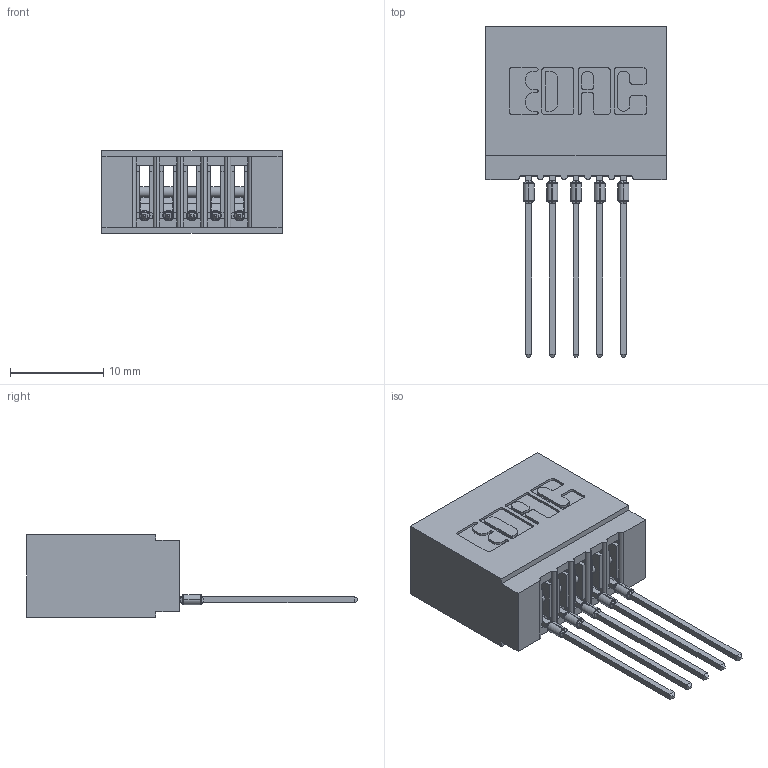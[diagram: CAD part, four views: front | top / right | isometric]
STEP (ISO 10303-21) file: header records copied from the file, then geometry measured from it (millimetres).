
FILE_DESCRIPTION (( 'STEP AP203' ), '1' );
FILE_NAME ('745-005-541-101.STEP', '2020-09-11T13:25:37', ( '' ), ( '' ), 'SwSTEP 2.0', 'SolidWorks 2020', '' );
FILE_SCHEMA (( 'CONFIG_CONTROL_DESIGN' ));
Length unit declared in the file: inch
Products named in the file (3): 745-005-541-101; 745-292-001_541; 745 Part_Insulator Option - 01
Assembly tree (6 placements, depth 2):
  745-005-541-101
    745 Part_Insulator Option - 01
    745-292-001_541  x5
Bounding box: 19.3 x 35.45 x 8.89 mm (x, y, z)
Volume: 1938.1 mm3; surface area: 2978.9 mm2
Topology: 6 solids, 6 shells, 655 faces, 1798 edges, 1142 vertices
Faces by surface type: plane 390, cylinder 135, bspline 100, torus 30
Entity records: 13315 total; most frequent: CARTESIAN_POINT 2846, ORIENTED_EDGE 2212, DIRECTION 1954, EDGE_CURVE 1106, LINE 894, VECTOR 894, VERTEX_POINT 710, AXIS2_PLACEMENT_3D 530
